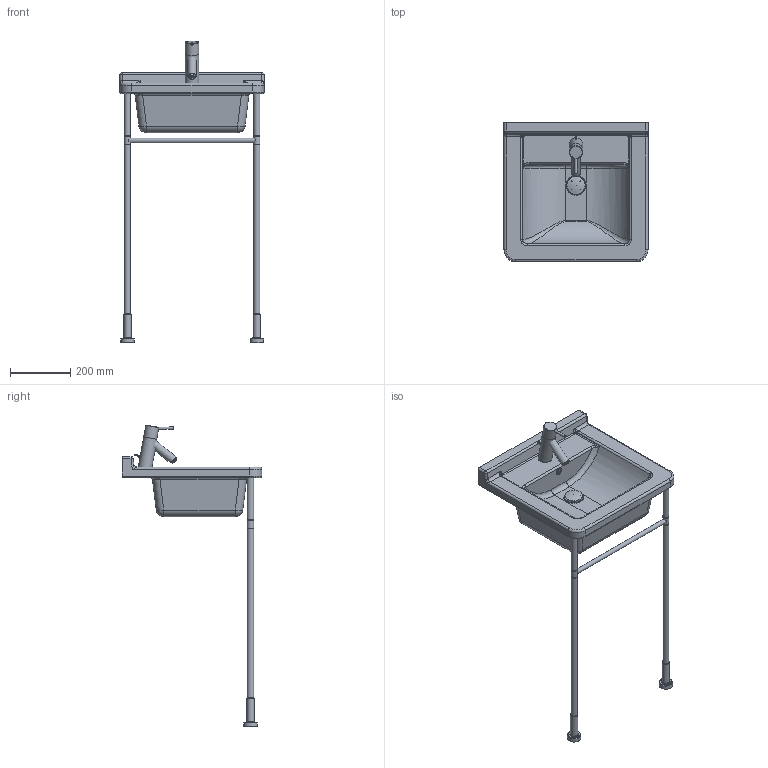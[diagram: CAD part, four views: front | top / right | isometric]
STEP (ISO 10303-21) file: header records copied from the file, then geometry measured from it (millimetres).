
FILE_DESCRIPTION((''),'2;1');
FILE_NAME('03034800.stp','2007-07-12T06:39:43',('Huebner'),(''),'Autodesk Inventor 11','Autodesk Inventor 11','');
FILE_SCHEMA(('AUTOMOTIVE_DESIGN { 1 0 10303 214 1 1 1 1 }'));
Length unit declared in the file: millimetre
Products named in the file (15): 03034800; 030348; Metalkonsole; rohr640_starck3; Rohr_Stopfen; Rohr_oben; Rohr_15; Kelch; Stopfen; Baterie_Starck3; hebel1; Griff_2Starck3; Hebel3kurz; Halterstarck3; Neoperl_Starck3
Assembly tree (17 placements, depth 3):
  03034800
    030348
    Metalkonsole
      rohr640_starck3  x2
      Rohr_Stopfen  x2
      Rohr_oben  x2
      Rohr_15
    Kelch
    Stopfen
    Baterie_Starck3
      hebel1
      Griff_2Starck3
      Hebel3kurz
      Halterstarck3
      Neoperl_Starck3
Bounding box: 480 x 465 x 1004.37 mm (x, y, z)
Volume: 15331012.2 mm3; surface area: 971143.3 mm2
Topology: 15 solids, 15 shells, 232 faces, 502 edges, 293 vertices
Faces by surface type: cylinder 83, plane 76, bspline 33, torus 20, cone 12, sphere 8
Full cylindrical faces by diameter (mm): 8 x1, 9.368 x1, 15 x1, 16 x1, 20 x2, 21 x6, 25 x2, 28 x1, 35 x1, 42 x1, 44 x2, 45 x3, 52 x1, 60 x1, 75 x1
Entity records: 10836 total; most frequent: CARTESIAN_POINT 6155, DIRECTION 957, ORIENTED_EDGE 806, EDGE_CURVE 403, AXIS2_PLACEMENT_3D 399, EDGE_LOOP 266, VERTEX_POINT 263, FACE_OUTER_BOUND 210
